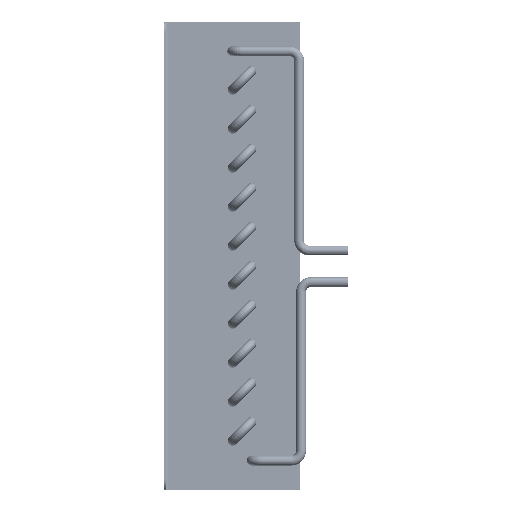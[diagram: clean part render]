
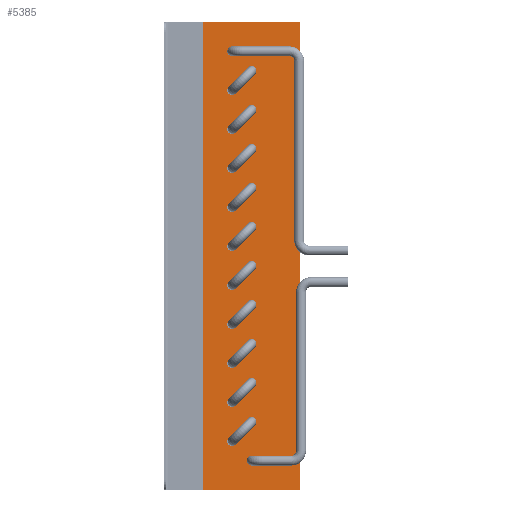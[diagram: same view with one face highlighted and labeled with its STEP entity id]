
A CAD part, left-side view. The second image highlights one B-rep face of the part: STEP entity #5385.
In plain terms, the highlighted planar face has unit normal (-1, 0, 0).
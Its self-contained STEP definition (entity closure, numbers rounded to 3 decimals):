
#321=FACE_BOUND('',#1006,.T.);
#322=FACE_BOUND('',#1007,.T.);
#323=FACE_BOUND('',#1008,.T.);
#324=FACE_BOUND('',#1009,.T.);
#325=FACE_BOUND('',#1010,.T.);
#326=FACE_BOUND('',#1011,.T.);
#327=FACE_BOUND('',#1012,.T.);
#328=FACE_BOUND('',#1013,.T.);
#329=FACE_BOUND('',#1014,.T.);
#330=FACE_BOUND('',#1015,.T.);
#331=FACE_BOUND('',#1016,.T.);
#332=FACE_BOUND('',#1017,.T.);
#333=FACE_BOUND('',#1018,.T.);
#334=FACE_BOUND('',#1019,.T.);
#335=FACE_BOUND('',#1020,.T.);
#336=FACE_BOUND('',#1021,.T.);
#337=FACE_BOUND('',#1022,.T.);
#338=FACE_BOUND('',#1023,.T.);
#339=FACE_BOUND('',#1024,.T.);
#340=FACE_BOUND('',#1025,.T.);
#341=FACE_BOUND('',#1026,.T.);
#342=FACE_BOUND('',#1027,.T.);
#535=PLANE('',#5885);
#677=FACE_OUTER_BOUND('',#1005,.T.);
#1005=EDGE_LOOP('',(#3909,#3910,#3911,#3912));
#1006=EDGE_LOOP('',(#3913));
#1007=EDGE_LOOP('',(#3914));
#1008=EDGE_LOOP('',(#3915));
#1009=EDGE_LOOP('',(#3916));
#1010=EDGE_LOOP('',(#3917));
#1011=EDGE_LOOP('',(#3918));
#1012=EDGE_LOOP('',(#3919));
#1013=EDGE_LOOP('',(#3920));
#1014=EDGE_LOOP('',(#3921));
#1015=EDGE_LOOP('',(#3922));
#1016=EDGE_LOOP('',(#3923));
#1017=EDGE_LOOP('',(#3924));
#1018=EDGE_LOOP('',(#3925));
#1019=EDGE_LOOP('',(#3926));
#1020=EDGE_LOOP('',(#3927));
#1021=EDGE_LOOP('',(#3928));
#1022=EDGE_LOOP('',(#3929));
#1023=EDGE_LOOP('',(#3930));
#1024=EDGE_LOOP('',(#3931));
#1025=EDGE_LOOP('',(#3932));
#1026=EDGE_LOOP('',(#3933));
#1027=EDGE_LOOP('',(#3934));
#1545=LINE('',#8891,#1803);
#1546=LINE('',#8893,#1804);
#1547=LINE('',#8895,#1805);
#1548=LINE('',#8896,#1806);
#1803=VECTOR('',#6927,10.);
#1804=VECTOR('',#6928,10.);
#1805=VECTOR('',#6929,10.);
#1806=VECTOR('',#6930,10.);
#2014=CIRCLE('',#5821,12.5);
#2016=CIRCLE('',#5824,12.5);
#2018=CIRCLE('',#5827,12.5);
#2020=CIRCLE('',#5830,12.5);
#2022=CIRCLE('',#5833,12.5);
#2024=CIRCLE('',#5836,12.5);
#2026=CIRCLE('',#5839,12.5);
#2028=CIRCLE('',#5842,12.5);
#2030=CIRCLE('',#5845,12.5);
#2032=CIRCLE('',#5848,12.5);
#2034=CIRCLE('',#5851,12.5);
#2036=CIRCLE('',#5854,12.5);
#2038=CIRCLE('',#5857,12.5);
#2040=CIRCLE('',#5860,12.5);
#2042=CIRCLE('',#5863,12.5);
#2044=CIRCLE('',#5866,12.5);
#2046=CIRCLE('',#5869,12.5);
#2048=CIRCLE('',#5872,12.5);
#2050=CIRCLE('',#5875,12.5);
#2052=CIRCLE('',#5878,12.5);
#2054=CIRCLE('',#5881,12.5);
#2056=CIRCLE('',#5884,12.5);
#2516=VERTEX_POINT('',#8759);
#2518=VERTEX_POINT('',#8765);
#2520=VERTEX_POINT('',#8771);
#2522=VERTEX_POINT('',#8777);
#2524=VERTEX_POINT('',#8783);
#2526=VERTEX_POINT('',#8789);
#2528=VERTEX_POINT('',#8795);
#2530=VERTEX_POINT('',#8801);
#2532=VERTEX_POINT('',#8807);
#2534=VERTEX_POINT('',#8813);
#2536=VERTEX_POINT('',#8819);
#2538=VERTEX_POINT('',#8825);
#2540=VERTEX_POINT('',#8831);
#2542=VERTEX_POINT('',#8837);
#2544=VERTEX_POINT('',#8843);
#2546=VERTEX_POINT('',#8849);
#2548=VERTEX_POINT('',#8855);
#2550=VERTEX_POINT('',#8861);
#2552=VERTEX_POINT('',#8867);
#2554=VERTEX_POINT('',#8873);
#2556=VERTEX_POINT('',#8879);
#2558=VERTEX_POINT('',#8885);
#2559=VERTEX_POINT('',#8889);
#2560=VERTEX_POINT('',#8890);
#2561=VERTEX_POINT('',#8892);
#2562=VERTEX_POINT('',#8894);
#3025=EDGE_CURVE('',#2516,#2516,#2014,.T.);
#3028=EDGE_CURVE('',#2518,#2518,#2016,.T.);
#3031=EDGE_CURVE('',#2520,#2520,#2018,.T.);
#3034=EDGE_CURVE('',#2522,#2522,#2020,.T.);
#3037=EDGE_CURVE('',#2524,#2524,#2022,.T.);
#3040=EDGE_CURVE('',#2526,#2526,#2024,.T.);
#3043=EDGE_CURVE('',#2528,#2528,#2026,.T.);
#3046=EDGE_CURVE('',#2530,#2530,#2028,.T.);
#3049=EDGE_CURVE('',#2532,#2532,#2030,.T.);
#3052=EDGE_CURVE('',#2534,#2534,#2032,.T.);
#3055=EDGE_CURVE('',#2536,#2536,#2034,.T.);
#3058=EDGE_CURVE('',#2538,#2538,#2036,.T.);
#3061=EDGE_CURVE('',#2540,#2540,#2038,.T.);
#3064=EDGE_CURVE('',#2542,#2542,#2040,.T.);
#3067=EDGE_CURVE('',#2544,#2544,#2042,.T.);
#3070=EDGE_CURVE('',#2546,#2546,#2044,.T.);
#3073=EDGE_CURVE('',#2548,#2548,#2046,.T.);
#3076=EDGE_CURVE('',#2550,#2550,#2048,.T.);
#3079=EDGE_CURVE('',#2552,#2552,#2050,.T.);
#3082=EDGE_CURVE('',#2554,#2554,#2052,.T.);
#3085=EDGE_CURVE('',#2556,#2556,#2054,.T.);
#3088=EDGE_CURVE('',#2558,#2558,#2056,.T.);
#3089=EDGE_CURVE('',#2559,#2560,#1545,.T.);
#3090=EDGE_CURVE('',#2559,#2561,#1546,.T.);
#3091=EDGE_CURVE('',#2562,#2561,#1547,.T.);
#3092=EDGE_CURVE('',#2560,#2562,#1548,.T.);
#3909=ORIENTED_EDGE('',*,*,#3089,.F.);
#3910=ORIENTED_EDGE('',*,*,#3090,.T.);
#3911=ORIENTED_EDGE('',*,*,#3091,.F.);
#3912=ORIENTED_EDGE('',*,*,#3092,.F.);
#3913=ORIENTED_EDGE('',*,*,#3025,.T.);
#3914=ORIENTED_EDGE('',*,*,#3028,.T.);
#3915=ORIENTED_EDGE('',*,*,#3031,.T.);
#3916=ORIENTED_EDGE('',*,*,#3034,.T.);
#3917=ORIENTED_EDGE('',*,*,#3037,.T.);
#3918=ORIENTED_EDGE('',*,*,#3040,.T.);
#3919=ORIENTED_EDGE('',*,*,#3043,.T.);
#3920=ORIENTED_EDGE('',*,*,#3046,.T.);
#3921=ORIENTED_EDGE('',*,*,#3049,.T.);
#3922=ORIENTED_EDGE('',*,*,#3052,.T.);
#3923=ORIENTED_EDGE('',*,*,#3055,.T.);
#3924=ORIENTED_EDGE('',*,*,#3058,.T.);
#3925=ORIENTED_EDGE('',*,*,#3061,.T.);
#3926=ORIENTED_EDGE('',*,*,#3064,.T.);
#3927=ORIENTED_EDGE('',*,*,#3067,.T.);
#3928=ORIENTED_EDGE('',*,*,#3070,.T.);
#3929=ORIENTED_EDGE('',*,*,#3073,.T.);
#3930=ORIENTED_EDGE('',*,*,#3076,.T.);
#3931=ORIENTED_EDGE('',*,*,#3079,.T.);
#3932=ORIENTED_EDGE('',*,*,#3082,.T.);
#3933=ORIENTED_EDGE('',*,*,#3085,.T.);
#3934=ORIENTED_EDGE('',*,*,#3088,.T.);
#5385=ADVANCED_FACE('',(#677,#321,#322,#323,#324,#325,#326,#327,#328,#329,
#330,#331,#332,#333,#334,#335,#336,#337,#338,#339,#340,#341,#342),#535,
 .T.);
#5821=AXIS2_PLACEMENT_3D('',#8761,#6776,#6777);
#5824=AXIS2_PLACEMENT_3D('',#8767,#6783,#6784);
#5827=AXIS2_PLACEMENT_3D('',#8773,#6790,#6791);
#5830=AXIS2_PLACEMENT_3D('',#8779,#6797,#6798);
#5833=AXIS2_PLACEMENT_3D('',#8785,#6804,#6805);
#5836=AXIS2_PLACEMENT_3D('',#8791,#6811,#6812);
#5839=AXIS2_PLACEMENT_3D('',#8797,#6818,#6819);
#5842=AXIS2_PLACEMENT_3D('',#8803,#6825,#6826);
#5845=AXIS2_PLACEMENT_3D('',#8809,#6832,#6833);
#5848=AXIS2_PLACEMENT_3D('',#8815,#6839,#6840);
#5851=AXIS2_PLACEMENT_3D('',#8821,#6846,#6847);
#5854=AXIS2_PLACEMENT_3D('',#8827,#6853,#6854);
#5857=AXIS2_PLACEMENT_3D('',#8833,#6860,#6861);
#5860=AXIS2_PLACEMENT_3D('',#8839,#6867,#6868);
#5863=AXIS2_PLACEMENT_3D('',#8845,#6874,#6875);
#5866=AXIS2_PLACEMENT_3D('',#8851,#6881,#6882);
#5869=AXIS2_PLACEMENT_3D('',#8857,#6888,#6889);
#5872=AXIS2_PLACEMENT_3D('',#8863,#6895,#6896);
#5875=AXIS2_PLACEMENT_3D('',#8869,#6902,#6903);
#5878=AXIS2_PLACEMENT_3D('',#8875,#6909,#6910);
#5881=AXIS2_PLACEMENT_3D('',#8881,#6916,#6917);
#5884=AXIS2_PLACEMENT_3D('',#8887,#6923,#6924);
#5885=AXIS2_PLACEMENT_3D('',#8888,#6925,#6926);
#6776=DIRECTION('center_axis',(1.,0.,0.));
#6777=DIRECTION('ref_axis',(0.,1.,0.));
#6783=DIRECTION('center_axis',(1.,0.,0.));
#6784=DIRECTION('ref_axis',(0.,1.,0.));
#6790=DIRECTION('center_axis',(1.,0.,0.));
#6791=DIRECTION('ref_axis',(0.,1.,0.));
#6797=DIRECTION('center_axis',(1.,0.,0.));
#6798=DIRECTION('ref_axis',(0.,1.,0.));
#6804=DIRECTION('center_axis',(1.,0.,0.));
#6805=DIRECTION('ref_axis',(0.,1.,0.));
#6811=DIRECTION('center_axis',(1.,0.,0.));
#6812=DIRECTION('ref_axis',(0.,1.,0.));
#6818=DIRECTION('center_axis',(1.,0.,0.));
#6819=DIRECTION('ref_axis',(0.,1.,0.));
#6825=DIRECTION('center_axis',(1.,0.,0.));
#6826=DIRECTION('ref_axis',(0.,1.,0.));
#6832=DIRECTION('center_axis',(1.,0.,0.));
#6833=DIRECTION('ref_axis',(0.,1.,0.));
#6839=DIRECTION('center_axis',(1.,0.,0.));
#6840=DIRECTION('ref_axis',(0.,1.,0.));
#6846=DIRECTION('center_axis',(1.,0.,0.));
#6847=DIRECTION('ref_axis',(0.,1.,0.));
#6853=DIRECTION('center_axis',(1.,0.,0.));
#6854=DIRECTION('ref_axis',(0.,1.,0.));
#6860=DIRECTION('center_axis',(1.,0.,0.));
#6861=DIRECTION('ref_axis',(0.,1.,0.));
#6867=DIRECTION('center_axis',(1.,0.,0.));
#6868=DIRECTION('ref_axis',(0.,1.,0.));
#6874=DIRECTION('center_axis',(1.,0.,0.));
#6875=DIRECTION('ref_axis',(0.,1.,0.));
#6881=DIRECTION('center_axis',(1.,0.,0.));
#6882=DIRECTION('ref_axis',(0.,1.,0.));
#6888=DIRECTION('center_axis',(1.,0.,0.));
#6889=DIRECTION('ref_axis',(0.,1.,0.));
#6895=DIRECTION('center_axis',(1.,0.,0.));
#6896=DIRECTION('ref_axis',(0.,1.,0.));
#6902=DIRECTION('center_axis',(1.,0.,0.));
#6903=DIRECTION('ref_axis',(0.,1.,0.));
#6909=DIRECTION('center_axis',(1.,0.,0.));
#6910=DIRECTION('ref_axis',(0.,1.,0.));
#6916=DIRECTION('center_axis',(1.,0.,0.));
#6917=DIRECTION('ref_axis',(0.,1.,0.));
#6923=DIRECTION('center_axis',(1.,0.,0.));
#6924=DIRECTION('ref_axis',(0.,1.,0.));
#6925=DIRECTION('center_axis',(-1.,0.,0.));
#6926=DIRECTION('ref_axis',(0.,0.,-1.));
#6927=DIRECTION('',(0.,0.,1.));
#6928=DIRECTION('',(0.,-1.,0.));
#6929=DIRECTION('',(0.,0.,-1.));
#6930=DIRECTION('',(0.,-1.,0.));
#8759=CARTESIAN_POINT('',(-5.,-137.5,75.));
#8761=CARTESIAN_POINT('Origin',(-5.,-125.,75.));
#8765=CARTESIAN_POINT('',(-5.,-87.5,125.));
#8767=CARTESIAN_POINT('Origin',(-5.,-75.,125.));
#8771=CARTESIAN_POINT('',(-5.,-137.5,175.));
#8773=CARTESIAN_POINT('Origin',(-5.,-125.,175.));
#8777=CARTESIAN_POINT('',(-5.,-87.5,225.));
#8779=CARTESIAN_POINT('Origin',(-5.,-75.,225.));
#8783=CARTESIAN_POINT('',(-5.,-137.5,275.));
#8785=CARTESIAN_POINT('Origin',(-5.,-125.,275.));
#8789=CARTESIAN_POINT('',(-5.,-87.5,325.));
#8791=CARTESIAN_POINT('Origin',(-5.,-75.,325.));
#8795=CARTESIAN_POINT('',(-5.,-137.5,375.));
#8797=CARTESIAN_POINT('Origin',(-5.,-125.,375.));
#8801=CARTESIAN_POINT('',(-5.,-87.5,425.));
#8803=CARTESIAN_POINT('Origin',(-5.,-75.,425.));
#8807=CARTESIAN_POINT('',(-5.,-137.5,475.));
#8809=CARTESIAN_POINT('Origin',(-5.,-125.,475.));
#8813=CARTESIAN_POINT('',(-5.,-87.5,525.));
#8815=CARTESIAN_POINT('Origin',(-5.,-75.,525.));
#8819=CARTESIAN_POINT('',(-5.,-137.5,575.));
#8821=CARTESIAN_POINT('Origin',(-5.,-125.,575.));
#8825=CARTESIAN_POINT('',(-5.,-87.5,625.));
#8827=CARTESIAN_POINT('Origin',(-5.,-75.,625.));
#8831=CARTESIAN_POINT('',(-5.,-137.5,675.));
#8833=CARTESIAN_POINT('Origin',(-5.,-125.,675.));
#8837=CARTESIAN_POINT('',(-5.,-87.5,725.));
#8839=CARTESIAN_POINT('Origin',(-5.,-75.,725.));
#8843=CARTESIAN_POINT('',(-5.,-137.5,775.));
#8845=CARTESIAN_POINT('Origin',(-5.,-125.,775.));
#8849=CARTESIAN_POINT('',(-5.,-87.5,825.));
#8851=CARTESIAN_POINT('Origin',(-5.,-75.,825.));
#8855=CARTESIAN_POINT('',(-5.,-137.5,875.));
#8857=CARTESIAN_POINT('Origin',(-5.,-125.,875.));
#8861=CARTESIAN_POINT('',(-5.,-87.5,925.));
#8863=CARTESIAN_POINT('Origin',(-5.,-75.,925.));
#8867=CARTESIAN_POINT('',(-5.,-137.5,975.));
#8869=CARTESIAN_POINT('Origin',(-5.,-125.,975.));
#8873=CARTESIAN_POINT('',(-5.,-87.5,1025.));
#8875=CARTESIAN_POINT('Origin',(-5.,-75.,1025.));
#8879=CARTESIAN_POINT('',(-5.,-137.5,1075.));
#8881=CARTESIAN_POINT('Origin',(-5.,-125.,1075.));
#8885=CARTESIAN_POINT('',(-5.,-87.5,1125.));
#8887=CARTESIAN_POINT('Origin',(-5.,-75.,1125.));
#8888=CARTESIAN_POINT('Origin',(-5.,0.,1200.));
#8889=CARTESIAN_POINT('',(-5.,0.,0.));
#8890=CARTESIAN_POINT('',(-5.,0.,1200.));
#8891=CARTESIAN_POINT('',(-5.,0.,0.));
#8892=CARTESIAN_POINT('',(-5.,-250.,0.));
#8893=CARTESIAN_POINT('',(-5.,0.,0.));
#8894=CARTESIAN_POINT('',(-5.,-250.,1200.));
#8895=CARTESIAN_POINT('',(-5.,-250.,0.));
#8896=CARTESIAN_POINT('',(-5.,0.,1200.));
